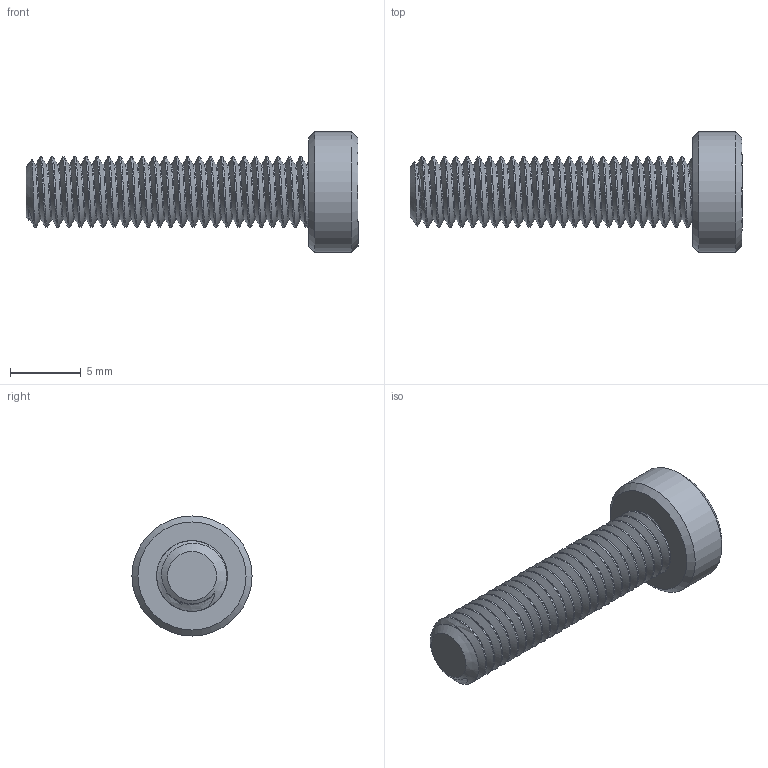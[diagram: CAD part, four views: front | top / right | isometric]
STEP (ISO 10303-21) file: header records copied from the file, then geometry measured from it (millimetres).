
FILE_DESCRIPTION(/* description */ (''),/* implementation_level */ '2;1');
FILE_NAME(/* name */ 'M5x20LHSCS-0 v1.step',/* time_stamp */ '2020-09-14T15:07:14-04:00',/* author */ (''),/* organization */ (''),/* preprocessor_version */ 'ST-DEVELOPER v18.1',/* originating_system */ 'Autodesk Translation Framework v9.3.0.1241',/* authorisation */ '');
FILE_SCHEMA (('AUTOMOTIVE_DESIGN { 1 0 10303 214 3 1 1 }'));
Length unit declared in the file: millimetre
Products named in the file (2): M5x20LHSCS-0; 92855A519
Assembly tree (1 placements, depth 2):
  M5x20LHSCS-0
    92855A519
Bounding box: 23.5 x 8.5 x 8.5 mm (x, y, z)
Volume: 492.3 mm3; surface area: 701.2 mm2
Topology: 1 solids, 1 shells, 74 faces, 197 edges, 127 vertices
Faces by surface type: cylinder 53, plane 10, cone 9, bspline 2
Full cylindrical faces by diameter (mm): 3.961 x24, 5 x24, 8.5 x1
Entity records: 6980 total; most frequent: CARTESIAN_POINT 5312, ORIENTED_EDGE 394, DIRECTION 248, EDGE_CURVE 197, VERTEX_POINT 127, B_SPLINE_CURVE_WITH_KNOTS 109, AXIS2_PLACEMENT_3D 91, EDGE_LOOP 76
